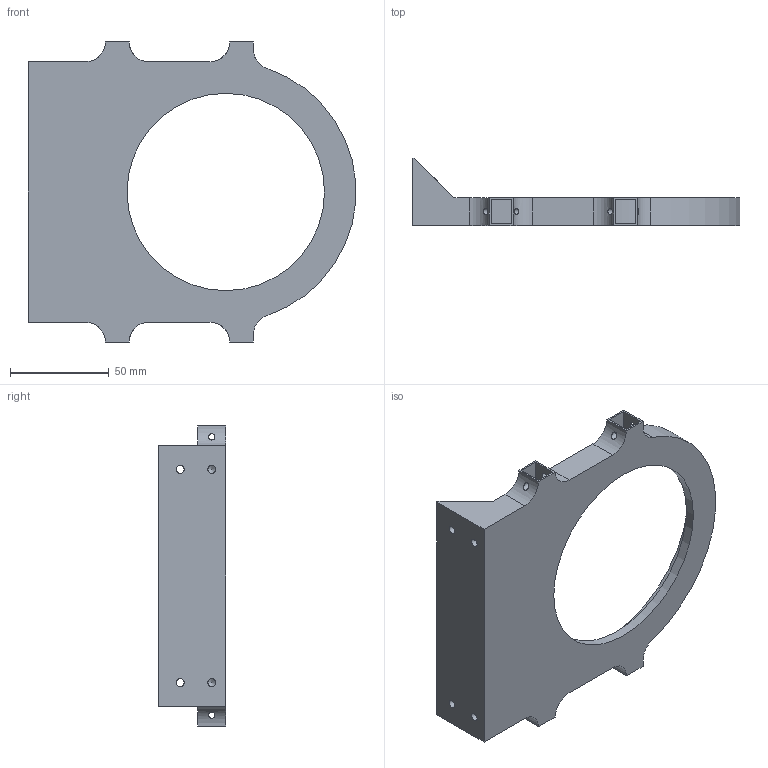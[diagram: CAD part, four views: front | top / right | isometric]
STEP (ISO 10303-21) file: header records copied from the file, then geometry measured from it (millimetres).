
FILE_DESCRIPTION(/* description */ (''),/* implementation_level */ '2;1');
FILE_NAME(/* name */ 'laxy susan 125.stp',/* time_stamp */ '2017-03-31T17:58:11+02:00',/* author */ ('Admin'),/* organization */ (''),/* preprocessor_version */ 'ST-DEVELOPER v16.1',/* originating_system */ 'Autodesk Inventor 2016',/* authorisation */ '');
FILE_SCHEMA (('AUTOMOTIVE_DESIGN { 1 0 10303 214 3 1 1 }'));
Length unit declared in the file: millimetre
Products named in the file (1): enganches base a lazy 125
Bounding box: 165.77 x 34 x 152 mm (x, y, z)
Volume: 169559 mm3; surface area: 46205.3 mm2
Topology: 1 solids, 1 shells, 75 faces, 205 edges, 139 vertices
Faces by surface type: plane 48, cylinder 25, cone 2
Full cylindrical faces by diameter (mm): 3.2 x8, 4 x4, 100 x1, 120.8 x1
Entity records: 2514 total; most frequent: CARTESIAN_POINT 646, DIRECTION 364, ORIENTED_EDGE 356, EDGE_CURVE 178, LINE 128, VECTOR 128, VERTEX_POINT 128, EDGE_LOOP 120
